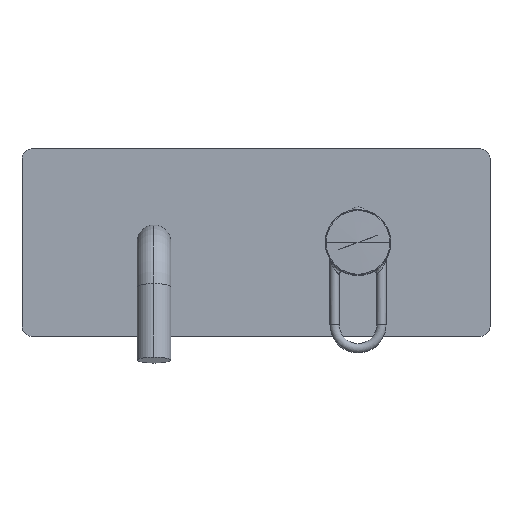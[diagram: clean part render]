
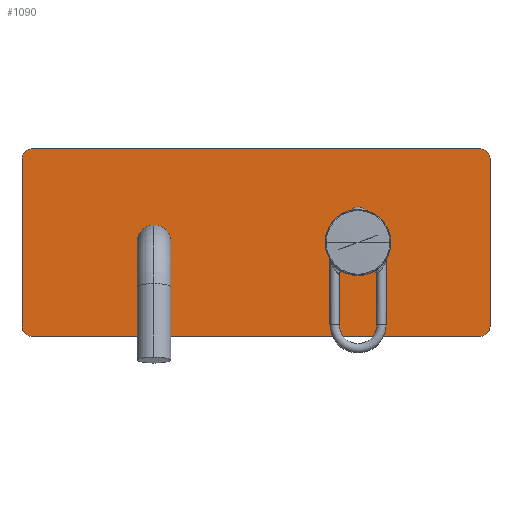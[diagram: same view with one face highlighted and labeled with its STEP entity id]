
A CAD part, top view. The second image highlights one B-rep face of the part: STEP entity #1090.
In plain terms, the highlighted planar face has unit normal (0, 0, 1).
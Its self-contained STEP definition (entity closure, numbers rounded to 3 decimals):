
#83=CARTESIAN_POINT('',(65.5,45.,50.));
#84=DIRECTION('',(0.,0.,1.));
#85=DIRECTION('',(1.,0.,0.));
#86=AXIS2_PLACEMENT_3D('',#83,#84,#85);
#88=DIRECTION('',(0.,1.,0.));
#89=VECTOR('',#88,90.);
#90=CARTESIAN_POINT('',(70.5,-45.,50.));
#91=LINE('',#90,#89);
#92=CARTESIAN_POINT('',(65.5,-45.,50.));
#93=DIRECTION('',(0.,0.,1.));
#94=DIRECTION('',(0.,-1.,0.));
#95=AXIS2_PLACEMENT_3D('',#92,#93,#94);
#97=DIRECTION('',(1.,0.,0.));
#98=VECTOR('',#97,240.);
#99=CARTESIAN_POINT('',(-174.5,-50.,50.));
#100=LINE('',#99,#98);
#101=CARTESIAN_POINT('',(-174.5,-45.,50.));
#102=DIRECTION('',(0.,0.,1.));
#103=DIRECTION('',(-1.,0.,0.));
#104=AXIS2_PLACEMENT_3D('',#101,#102,#103);
#106=DIRECTION('',(0.,-1.,0.));
#107=VECTOR('',#106,90.);
#108=CARTESIAN_POINT('',(-179.5,45.,50.));
#109=LINE('',#108,#107);
#110=CARTESIAN_POINT('',(-174.5,45.,50.));
#111=DIRECTION('',(0.,0.,1.));
#112=DIRECTION('',(0.,1.,0.));
#113=AXIS2_PLACEMENT_3D('',#110,#111,#112);
#115=DIRECTION('',(-1.,0.,0.));
#116=VECTOR('',#115,240.);
#117=CARTESIAN_POINT('',(65.5,50.,50.));
#118=LINE('',#117,#116);
#119=CARTESIAN_POINT('',(-109.,0.,50.));
#120=DIRECTION('',(0.,0.,1.));
#121=DIRECTION('',(0.,-1.,0.));
#122=AXIS2_PLACEMENT_3D('',#119,#120,#121);
#124=CARTESIAN_POINT('',(-109.,0.,50.));
#125=DIRECTION('',(0.,0.,1.));
#126=DIRECTION('',(0.,1.,0.));
#127=AXIS2_PLACEMENT_3D('',#124,#125,#126);
#137=CARTESIAN_POINT('',(0.,0.,50.));
#138=DIRECTION('',(0.,0.,-1.));
#139=DIRECTION('',(-1.,0.,0.));
#140=AXIS2_PLACEMENT_3D('',#137,#138,#139);
#147=CARTESIAN_POINT('',(0.,0.,50.));
#148=DIRECTION('',(0.,0.,-1.));
#149=DIRECTION('',(1.,0.,0.));
#150=AXIS2_PLACEMENT_3D('',#147,#148,#149);
#819=CARTESIAN_POINT('',(70.5,45.,50.));
#820=VERTEX_POINT('',#819);
#821=CARTESIAN_POINT('',(65.5,50.,50.));
#822=VERTEX_POINT('',#821);
#827=CARTESIAN_POINT('',(-174.5,50.,50.));
#828=VERTEX_POINT('',#827);
#829=CARTESIAN_POINT('',(-179.5,45.,50.));
#830=VERTEX_POINT('',#829);
#835=CARTESIAN_POINT('',(-179.5,-45.,50.));
#836=VERTEX_POINT('',#835);
#837=CARTESIAN_POINT('',(-174.5,-50.,50.));
#838=VERTEX_POINT('',#837);
#843=CARTESIAN_POINT('',(65.5,-50.,50.));
#844=VERTEX_POINT('',#843);
#845=CARTESIAN_POINT('',(70.5,-45.,50.));
#846=VERTEX_POINT('',#845);
#863=CARTESIAN_POINT('',(-109.,-9.,50.));
#864=CARTESIAN_POINT('',(-109.,9.,50.));
#865=VERTEX_POINT('',#863);
#866=VERTEX_POINT('',#864);
#875=CARTESIAN_POINT('',(-17.6,0.,50.));
#876=CARTESIAN_POINT('',(17.6,0.,50.));
#877=VERTEX_POINT('',#875);
#878=VERTEX_POINT('',#876);
#1062=CARTESIAN_POINT('',(0.,0.,50.));
#1063=DIRECTION('',(0.,0.,1.));
#1064=DIRECTION('',(1.,0.,0.));
#1065=AXIS2_PLACEMENT_3D('',#1062,#1063,#1064);
#1066=PLANE('',#1065);
#1067=ORIENTED_EDGE('',*,*,#944,.F.);
#1068=ORIENTED_EDGE('',*,*,#967,.F.);
#1069=ORIENTED_EDGE('',*,*,#987,.F.);
#1070=ORIENTED_EDGE('',*,*,#1007,.F.);
#1071=ORIENTED_EDGE('',*,*,#1029,.F.);
#1072=ORIENTED_EDGE('',*,*,#1048,.F.);
#1073=ORIENTED_EDGE('',*,*,#892,.F.);
#1075=ORIENTED_EDGE('',*,*,#1074,.F.);
#1076=EDGE_LOOP('',(#1067,#1068,#1069,#1070,#1071,#1072,#1073,#1075));
#1077=FACE_OUTER_BOUND('',#1076,.F.);
#1079=ORIENTED_EDGE('',*,*,#1078,.F.);
#1081=ORIENTED_EDGE('',*,*,#1080,.F.);
#1082=EDGE_LOOP('',(#1079,#1081));
#1083=FACE_BOUND('',#1082,.F.);
#1085=ORIENTED_EDGE('',*,*,#1084,.T.);
#1087=ORIENTED_EDGE('',*,*,#1086,.T.);
#1088=EDGE_LOOP('',(#1085,#1087));
#1089=FACE_BOUND('',#1088,.F.);
#1090=ADVANCED_FACE('',(#1077,#1083,#1089),#1066,.T.);
#87=CIRCLE('',#86,5.);
#96=CIRCLE('',#95,5.);
#105=CIRCLE('',#104,5.);
#114=CIRCLE('',#113,5.);
#123=CIRCLE('',#122,9.);
#128=CIRCLE('',#127,9.);
#141=CIRCLE('',#140,17.6);
#151=CIRCLE('',#150,17.6);
#892=EDGE_CURVE('',#828,#830,#114,.T.);
#944=EDGE_CURVE('',#820,#822,#87,.T.);
#967=EDGE_CURVE('',#846,#820,#91,.T.);
#987=EDGE_CURVE('',#844,#846,#96,.T.);
#1007=EDGE_CURVE('',#838,#844,#100,.T.);
#1029=EDGE_CURVE('',#836,#838,#105,.T.);
#1048=EDGE_CURVE('',#830,#836,#109,.T.);
#1074=EDGE_CURVE('',#822,#828,#118,.T.);
#1078=EDGE_CURVE('',#877,#878,#141,.T.);
#1080=EDGE_CURVE('',#878,#877,#151,.T.);
#1084=EDGE_CURVE('',#865,#866,#123,.T.);
#1086=EDGE_CURVE('',#866,#865,#128,.T.);
